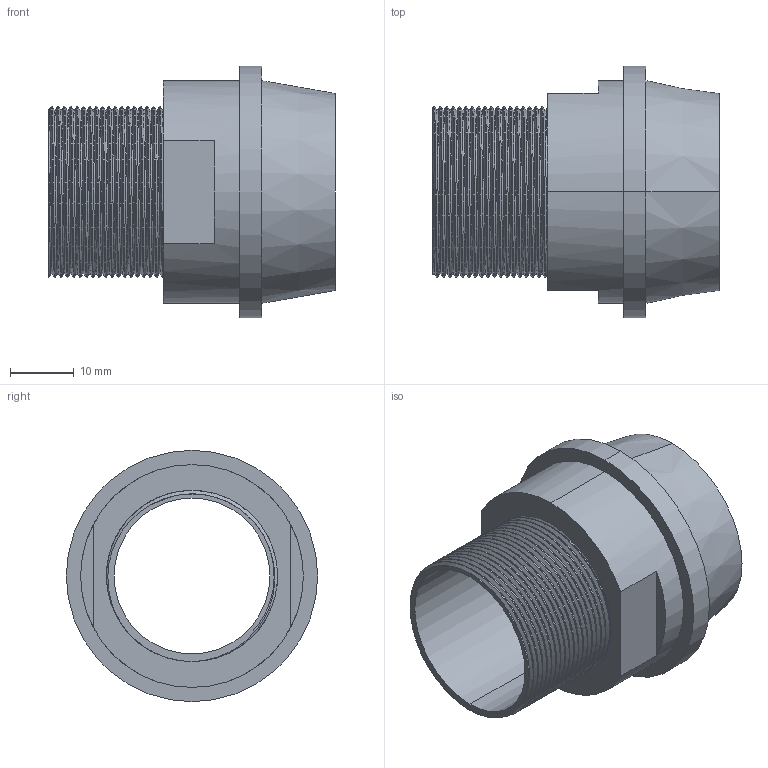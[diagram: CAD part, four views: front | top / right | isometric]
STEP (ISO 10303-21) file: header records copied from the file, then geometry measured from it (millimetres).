
FILE_DESCRIPTION (( 'STEP AP203' ), '1' );
FILE_NAME ('3D_R131-UE_3-4_17102440.STEP', '2024-08-15T08:00:17', ( '' ), ( '' ), 'SwSTEP 2.0', 'SolidWorks 2024', '' );
FILE_SCHEMA (( 'CONFIG_CONTROL_DESIGN' ));
Length unit declared in the file: millimetre
Products named in the file (1): 3D_R131-UE_3-4_17102440
Bounding box: 45 x 39.5 x 39.5 mm (x, y, z)
Volume: 13864.2 mm3; surface area: 10194.6 mm2
Topology: 1 solids, 1 shells, 59 faces, 158 edges, 104 vertices
Faces by surface type: cylinder 43, plane 10, bspline 4, cone 2
Entity records: 5557 total; most frequent: CARTESIAN_POINT 4228, ORIENTED_EDGE 316, DIRECTION 212, EDGE_CURVE 158, VERTEX_POINT 104, AXIS2_PLACEMENT_3D 78, EDGE_LOOP 64, FACE_OUTER_BOUND 59
